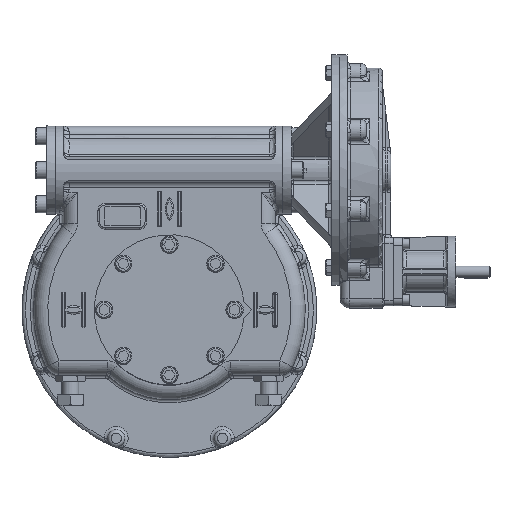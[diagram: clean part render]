
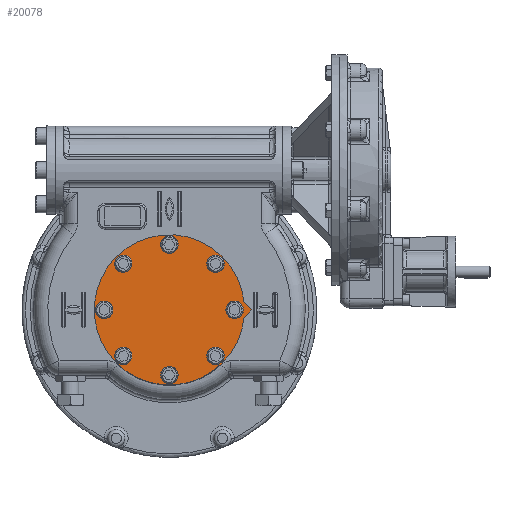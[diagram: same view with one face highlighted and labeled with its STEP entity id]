
A CAD part, top view. The second image highlights one B-rep face of the part: STEP entity #20078.
In plain terms, the highlighted planar face has unit normal (0, 0, 1).
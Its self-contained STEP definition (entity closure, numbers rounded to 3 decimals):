
#1432=CIRCLE('',#22689,132.5);
#1441=CIRCLE('',#22702,10.5);
#1442=CIRCLE('',#22703,10.5);
#1443=CIRCLE('',#22704,10.5);
#1444=CIRCLE('',#22705,10.5);
#1445=CIRCLE('',#22706,10.5);
#1446=CIRCLE('',#22707,10.5);
#1447=CIRCLE('',#22708,10.5);
#1448=CIRCLE('',#22709,10.5);
#2961=LINE('',#51515,#4081);
#2964=LINE('',#51520,#4084);
#4081=VECTOR('',#27532,1000.);
#4084=VECTOR('',#27537,1000.);
#8406=ORIENTED_EDGE('',*,*,#12133,.F.);
#8407=ORIENTED_EDGE('',*,*,#12134,.F.);
#8408=ORIENTED_EDGE('',*,*,#12135,.F.);
#8409=ORIENTED_EDGE('',*,*,#12136,.F.);
#8410=ORIENTED_EDGE('',*,*,#12137,.F.);
#8411=ORIENTED_EDGE('',*,*,#12138,.F.);
#8412=ORIENTED_EDGE('',*,*,#12139,.F.);
#8413=ORIENTED_EDGE('',*,*,#12140,.F.);
#8414=ORIENTED_EDGE('',*,*,#12118,.F.);
#8415=ORIENTED_EDGE('',*,*,#12124,.F.);
#8416=ORIENTED_EDGE('',*,*,#12121,.F.);
#12118=EDGE_CURVE('',#14448,#14449,#1432,.T.);
#12121=EDGE_CURVE('',#14449,#14451,#2961,.T.);
#12124=EDGE_CURVE('',#14451,#14448,#2964,.T.);
#12133=EDGE_CURVE('',#14460,#14460,#1441,.T.);
#12134=EDGE_CURVE('',#14461,#14461,#1442,.T.);
#12135=EDGE_CURVE('',#14462,#14462,#1443,.T.);
#12136=EDGE_CURVE('',#14463,#14463,#1444,.T.);
#12137=EDGE_CURVE('',#14464,#14464,#1445,.T.);
#12138=EDGE_CURVE('',#14465,#14465,#1446,.T.);
#12139=EDGE_CURVE('',#14466,#14466,#1447,.T.);
#12140=EDGE_CURVE('',#14467,#14467,#1448,.T.);
#14448=VERTEX_POINT('',#51508);
#14449=VERTEX_POINT('',#51510);
#14451=VERTEX_POINT('',#51516);
#14460=VERTEX_POINT('',#51540);
#14461=VERTEX_POINT('',#51542);
#14462=VERTEX_POINT('',#51544);
#14463=VERTEX_POINT('',#51546);
#14464=VERTEX_POINT('',#51548);
#14465=VERTEX_POINT('',#51550);
#14466=VERTEX_POINT('',#51552);
#14467=VERTEX_POINT('',#51554);
#16847=EDGE_LOOP('',(#8406));
#16848=EDGE_LOOP('',(#8407));
#16849=EDGE_LOOP('',(#8408));
#16850=EDGE_LOOP('',(#8409));
#16851=EDGE_LOOP('',(#8410));
#16852=EDGE_LOOP('',(#8411));
#16853=EDGE_LOOP('',(#8412));
#16854=EDGE_LOOP('',(#8413));
#16855=EDGE_LOOP('',(#8414,#8415,#8416));
#18350=FACE_BOUND('',#16847,.T.);
#18351=FACE_BOUND('',#16848,.T.);
#18352=FACE_BOUND('',#16849,.T.);
#18353=FACE_BOUND('',#16850,.T.);
#18354=FACE_BOUND('',#16851,.T.);
#18355=FACE_BOUND('',#16852,.T.);
#18356=FACE_BOUND('',#16853,.T.);
#18357=FACE_BOUND('',#16854,.T.);
#18358=FACE_BOUND('',#16855,.T.);
#19092=PLANE('',#22701);
#20078=ADVANCED_FACE('',(#18350,#18351,#18352,#18353,#18354,#18355,#18356,
#18357,#18358),#19092,.F.);
#22689=AXIS2_PLACEMENT_3D('',#51509,#27526,#27527);
#22701=AXIS2_PLACEMENT_3D('',#51538,#27556,#27557);
#22702=AXIS2_PLACEMENT_3D('',#51539,#27558,#27559);
#22703=AXIS2_PLACEMENT_3D('',#51541,#27560,#27561);
#22704=AXIS2_PLACEMENT_3D('',#51543,#27562,#27563);
#22705=AXIS2_PLACEMENT_3D('',#51545,#27564,#27565);
#22706=AXIS2_PLACEMENT_3D('',#51547,#27566,#27567);
#22707=AXIS2_PLACEMENT_3D('',#51549,#27568,#27569);
#22708=AXIS2_PLACEMENT_3D('',#51551,#27570,#27571);
#22709=AXIS2_PLACEMENT_3D('',#51553,#27572,#27573);
#27526=DIRECTION('',(0.,0.,-1.));
#27527=DIRECTION('',(1.,0.,0.));
#27532=DIRECTION('',(0.707,-0.707,0.));
#27537=DIRECTION('',(-0.707,-0.707,0.));
#27556=DIRECTION('',(0.,0.,-1.));
#27557=DIRECTION('',(-1.,0.,0.));
#27558=DIRECTION('',(0.,0.,1.));
#27559=DIRECTION('',(1.,0.,0.));
#27560=DIRECTION('',(0.,0.,1.));
#27561=DIRECTION('',(0.707,-0.707,0.));
#27562=DIRECTION('',(0.,0.,1.));
#27563=DIRECTION('',(0.,-1.,0.));
#27564=DIRECTION('',(0.,0.,1.));
#27565=DIRECTION('',(-0.707,-0.707,0.));
#27566=DIRECTION('',(0.,0.,1.));
#27567=DIRECTION('',(-1.,0.,0.));
#27568=DIRECTION('',(0.,0.,1.));
#27569=DIRECTION('',(-0.707,0.707,0.));
#27570=DIRECTION('',(0.,0.,1.));
#27571=DIRECTION('',(0.,1.,0.));
#27572=DIRECTION('',(0.,0.,1.));
#27573=DIRECTION('',(0.707,0.707,0.));
#51508=CARTESIAN_POINT('',(131.845,-13.155,70.25));
#51509=CARTESIAN_POINT('',(0.,0.,70.25));
#51510=CARTESIAN_POINT('',(131.845,13.155,70.25));
#51515=CARTESIAN_POINT('',(131.845,13.155,70.25));
#51516=CARTESIAN_POINT('',(145.,0.,70.25));
#51520=CARTESIAN_POINT('',(145.,0.,70.25));
#51538=CARTESIAN_POINT('',(0.,0.,70.25));
#51539=CARTESIAN_POINT('',(0.,115.,70.25));
#51540=CARTESIAN_POINT('',(10.5,115.,70.25));
#51541=CARTESIAN_POINT('',(81.317,81.317,70.25));
#51542=CARTESIAN_POINT('',(88.742,73.893,70.25));
#51543=CARTESIAN_POINT('',(115.,0.,70.25));
#51544=CARTESIAN_POINT('',(115.,-10.5,70.25));
#51545=CARTESIAN_POINT('',(81.317,-81.317,70.25));
#51546=CARTESIAN_POINT('',(73.893,-88.742,70.25));
#51547=CARTESIAN_POINT('',(0.,-115.,70.25));
#51548=CARTESIAN_POINT('',(-10.5,-115.,70.25));
#51549=CARTESIAN_POINT('',(-81.317,-81.317,70.25));
#51550=CARTESIAN_POINT('',(-88.742,-73.893,70.25));
#51551=CARTESIAN_POINT('',(-115.,0.,70.25));
#51552=CARTESIAN_POINT('',(-115.,10.5,70.25));
#51553=CARTESIAN_POINT('',(-81.317,81.317,70.25));
#51554=CARTESIAN_POINT('',(-73.893,88.742,70.25));
